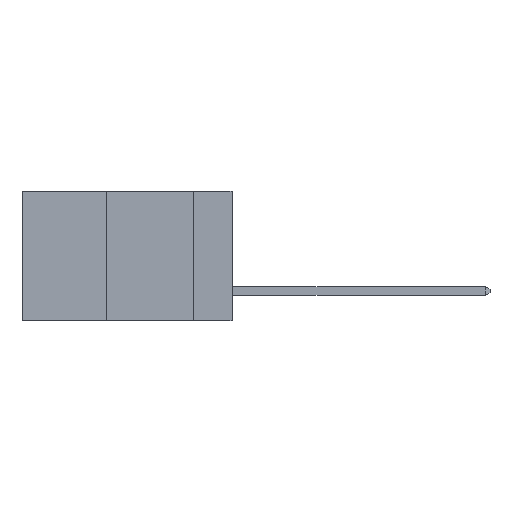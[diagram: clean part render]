
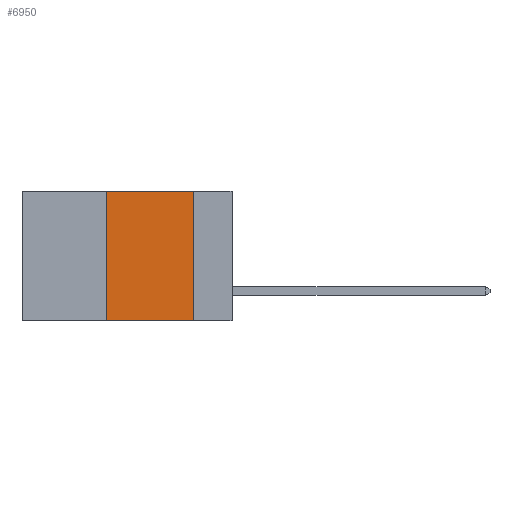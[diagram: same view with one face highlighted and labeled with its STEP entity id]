
A CAD part, left-side view. The second image highlights one B-rep face of the part: STEP entity #6950.
In plain terms, the highlighted planar face has unit normal (-1, 0, 0).
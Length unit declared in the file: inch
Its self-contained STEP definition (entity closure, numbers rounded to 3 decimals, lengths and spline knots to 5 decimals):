
#199 = VECTOR ( 'NONE', #10942, 39.37008 ) ;
#547 = LINE ( 'NONE', #8965, #199 ) ;
#1398 = LINE ( 'NONE', #8270, #9594 ) ;
#2090 = DIRECTION ( 'NONE',  ( 0., 0., -1. ) ) ;
#2512 = VECTOR ( 'NONE', #5900, 39.37008 ) ;
#2697 = EDGE_LOOP ( 'NONE', ( #6191, #5843, #5518, #4113 ) ) ;
#2900 = VERTEX_POINT ( 'NONE', #8626 ) ;
#3301 = DIRECTION ( 'NONE',  ( 0., -1., 0. ) ) ;
#3354 = EDGE_CURVE ( 'NONE', #2900, #7961, #1398, .T. ) ;
#4113 = ORIENTED_EDGE ( 'NONE', *, *, #3354, .T. ) ;
#4166 = VECTOR ( 'NONE', #3301, 39.37008 ) ;
#5358 = AXIS2_PLACEMENT_3D ( 'NONE', #5428, #8543, #2090 ) ;
#5428 = CARTESIAN_POINT ( 'NONE',  ( 0., 0.6, 0. ) ) ;
#5474 = VERTEX_POINT ( 'NONE', #6145 ) ;
#5518 = ORIENTED_EDGE ( 'NONE', *, *, #6520, .F. ) ;
#5843 = ORIENTED_EDGE ( 'NONE', *, *, #10999, .F. ) ;
#5900 = DIRECTION ( 'NONE',  ( 0., 0., 1. ) ) ;
#6145 = CARTESIAN_POINT ( 'NONE',  ( 0., 0.11, 0. ) ) ;
#6191 = ORIENTED_EDGE ( 'NONE', *, *, #11966, .F. ) ;
#6448 = FACE_OUTER_BOUND ( 'NONE', #2697, .T. ) ;
#6477 = PLANE ( 'NONE',  #5358 ) ;
#6516 = CARTESIAN_POINT ( 'NONE',  ( 0., 0.6, 0. ) ) ;
#6520 = EDGE_CURVE ( 'NONE', #2900, #7475, #10907, .T. ) ;
#6950 = ADVANCED_FACE ( 'NONE', ( #6448 ), #6477, .F. ) ;
#6994 = LINE ( 'NONE', #6516, #4166 ) ;
#7475 = VERTEX_POINT ( 'NONE', #10269 ) ;
#7961 = VERTEX_POINT ( 'NONE', #8014 ) ;
#8014 = CARTESIAN_POINT ( 'NONE',  ( 0., 0.11, -0.37 ) ) ;
#8270 = CARTESIAN_POINT ( 'NONE',  ( 0., 0.6, -0.37 ) ) ;
#8543 = DIRECTION ( 'NONE',  ( 1., 0., 0. ) ) ;
#8626 = CARTESIAN_POINT ( 'NONE',  ( 0., 0.36, -0.37 ) ) ;
#8965 = CARTESIAN_POINT ( 'NONE',  ( 0., 0.11, 0. ) ) ;
#9264 = DIRECTION ( 'NONE',  ( 0., -1., 0. ) ) ;
#9594 = VECTOR ( 'NONE', #9264, 39.37008 ) ;
#10269 = CARTESIAN_POINT ( 'NONE',  ( 0., 0.36, 0. ) ) ;
#10907 = LINE ( 'NONE', #11992, #2512 ) ;
#10942 = DIRECTION ( 'NONE',  ( 0., 0., -1. ) ) ;
#10999 = EDGE_CURVE ( 'NONE', #7475, #5474, #6994, .T. ) ;
#11966 = EDGE_CURVE ( 'NONE', #5474, #7961, #547, .T. ) ;
#11992 = CARTESIAN_POINT ( 'NONE',  ( 0., 0.36, 0. ) ) ;
